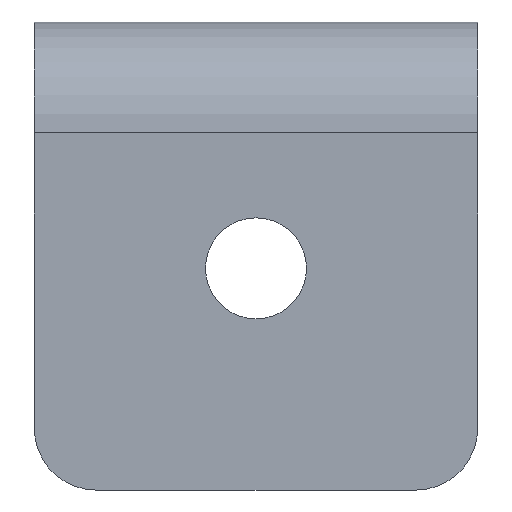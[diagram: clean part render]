
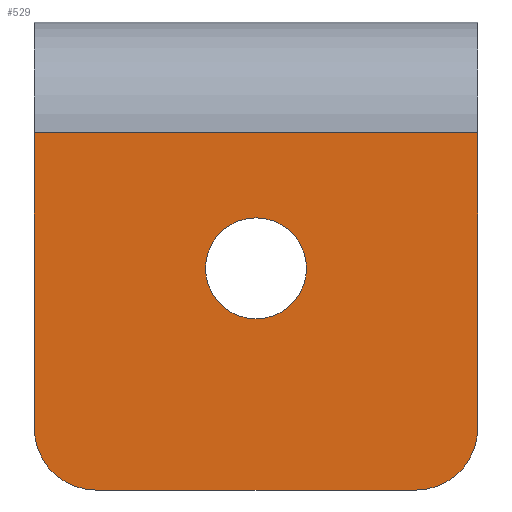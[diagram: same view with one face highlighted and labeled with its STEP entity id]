
A CAD part, front view. The second image highlights one B-rep face of the part: STEP entity #529.
In plain terms, the highlighted planar face has unit normal (0, -1, 0).
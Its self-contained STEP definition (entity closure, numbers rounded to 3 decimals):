
#33 = CARTESIAN_POINT ( 'NONE',  ( 0., 0., -33. ) ) ;
#39 = CARTESIAN_POINT ( 'NONE',  ( 36., 0., -38. ) ) ;
#48 = CARTESIAN_POINT ( 'NONE',  ( 18., 0., -24.1 ) ) ;
#52 = CARTESIAN_POINT ( 'NONE',  ( 18., 0., -20. ) ) ;
#65 = DIRECTION ( 'NONE',  ( 0., 0., 1. ) ) ;
#82 = EDGE_CURVE ( 'NONE', #221, #156, #580, .T. ) ;
#86 = ORIENTED_EDGE ( 'NONE', *, *, #93, .F. ) ;
#93 = EDGE_CURVE ( 'NONE', #547, #355, #404, .T. ) ;
#100 = CARTESIAN_POINT ( 'NONE',  ( 18., 0., -15.9 ) ) ;
#104 = FACE_OUTER_BOUND ( 'NONE', #483, .T. ) ;
#105 = ORIENTED_EDGE ( 'NONE', *, *, #135, .T. ) ;
#119 = AXIS2_PLACEMENT_3D ( 'NONE', #52, #378, #265 ) ;
#135 = EDGE_CURVE ( 'NONE', #547, #432, #381, .T. ) ;
#142 = CARTESIAN_POINT ( 'NONE',  ( 5., 0., -38. ) ) ;
#143 = DIRECTION ( 'NONE',  ( 0., 0., -1. ) ) ;
#146 = LINE ( 'NONE', #235, #147 ) ;
#147 = VECTOR ( 'NONE', #631, 1000. ) ;
#154 = ORIENTED_EDGE ( 'NONE', *, *, #209, .T. ) ;
#155 = FACE_BOUND ( 'NONE', #626, .T. ) ;
#156 = VERTEX_POINT ( 'NONE', #33 ) ;
#188 = DIRECTION ( 'NONE',  ( 0., -1., 0. ) ) ;
#193 = CIRCLE ( 'NONE', #479, 5. ) ;
#199 = CARTESIAN_POINT ( 'NONE',  ( 31., 0., -38. ) ) ;
#209 = EDGE_CURVE ( 'NONE', #156, #355, #193, .T. ) ;
#221 = VERTEX_POINT ( 'NONE', #511 ) ;
#233 = DIRECTION ( 'NONE',  ( -1., 0., 0. ) ) ;
#235 = CARTESIAN_POINT ( 'NONE',  ( 36., 0., -9. ) ) ;
#265 = DIRECTION ( 'NONE',  ( 0., 0., 1. ) ) ;
#282 = LINE ( 'NONE', #618, #393 ) ;
#300 = EDGE_CURVE ( 'NONE', #524, #463, #605, .T. ) ;
#311 = AXIS2_PLACEMENT_3D ( 'NONE', #685, #188, #690 ) ;
#318 = DIRECTION ( 'NONE',  ( 0., 1., 0. ) ) ;
#323 = VECTOR ( 'NONE', #233, 1000. ) ;
#339 = AXIS2_PLACEMENT_3D ( 'NONE', #625, #628, #65 ) ;
#344 = CARTESIAN_POINT ( 'NONE',  ( 5., 0., -33. ) ) ;
#355 = VERTEX_POINT ( 'NONE', #142 ) ;
#358 = EDGE_CURVE ( 'NONE', #435, #221, #146, .T. ) ;
#361 = CARTESIAN_POINT ( 'NONE',  ( 0., 0., 0. ) ) ;
#371 = DIRECTION ( 'NONE',  ( 0., 0., 1. ) ) ;
#377 = ORIENTED_EDGE ( 'NONE', *, *, #358, .T. ) ;
#378 = DIRECTION ( 'NONE',  ( 0., 1., 0. ) ) ;
#381 = CIRCLE ( 'NONE', #311, 5. ) ;
#393 = VECTOR ( 'NONE', #503, 1000. ) ;
#394 = ORIENTED_EDGE ( 'NONE', *, *, #609, .F. ) ;
#397 = DIRECTION ( 'NONE',  ( 0., 0., 1. ) ) ;
#401 = DIRECTION ( 'NONE',  ( 0., -1., 0. ) ) ;
#404 = LINE ( 'NONE', #39, #323 ) ;
#405 = VECTOR ( 'NONE', #143, 1000. ) ;
#417 = CARTESIAN_POINT ( 'NONE',  ( 36., 0., -9. ) ) ;
#432 = VERTEX_POINT ( 'NONE', #696 ) ;
#435 = VERTEX_POINT ( 'NONE', #417 ) ;
#454 = AXIS2_PLACEMENT_3D ( 'NONE', #649, #318, #371 ) ;
#463 = VERTEX_POINT ( 'NONE', #100 ) ;
#479 = AXIS2_PLACEMENT_3D ( 'NONE', #344, #401, #397 ) ;
#483 = EDGE_LOOP ( 'NONE', ( #643, #154, #86, #105, #394, #377 ) ) ;
#503 = DIRECTION ( 'NONE',  ( 0., 0., -1. ) ) ;
#508 = EDGE_CURVE ( 'NONE', #463, #524, #594, .T. ) ;
#511 = CARTESIAN_POINT ( 'NONE',  ( 0., 0., -9. ) ) ;
#524 = VERTEX_POINT ( 'NONE', #48 ) ;
#529 = ADVANCED_FACE ( 'NONE', ( #155, #104 ), #602, .F. ) ;
#547 = VERTEX_POINT ( 'NONE', #199 ) ;
#565 = ORIENTED_EDGE ( 'NONE', *, *, #300, .T. ) ;
#573 = ORIENTED_EDGE ( 'NONE', *, *, #508, .T. ) ;
#580 = LINE ( 'NONE', #361, #405 ) ;
#594 = CIRCLE ( 'NONE', #119, 4.1 ) ;
#602 = PLANE ( 'NONE',  #454 ) ;
#605 = CIRCLE ( 'NONE', #339, 4.1 ) ;
#609 = EDGE_CURVE ( 'NONE', #435, #432, #282, .T. ) ;
#618 = CARTESIAN_POINT ( 'NONE',  ( 36., 0., 0. ) ) ;
#625 = CARTESIAN_POINT ( 'NONE',  ( 18., 0., -20. ) ) ;
#626 = EDGE_LOOP ( 'NONE', ( #573, #565 ) ) ;
#628 = DIRECTION ( 'NONE',  ( 0., 1., 0. ) ) ;
#631 = DIRECTION ( 'NONE',  ( -1., 0., 0. ) ) ;
#643 = ORIENTED_EDGE ( 'NONE', *, *, #82, .T. ) ;
#649 = CARTESIAN_POINT ( 'NONE',  ( 36., 0., 0. ) ) ;
#685 = CARTESIAN_POINT ( 'NONE',  ( 31., 0., -33. ) ) ;
#690 = DIRECTION ( 'NONE',  ( 0., 0., 1. ) ) ;
#696 = CARTESIAN_POINT ( 'NONE',  ( 36., 0., -33. ) ) ;
